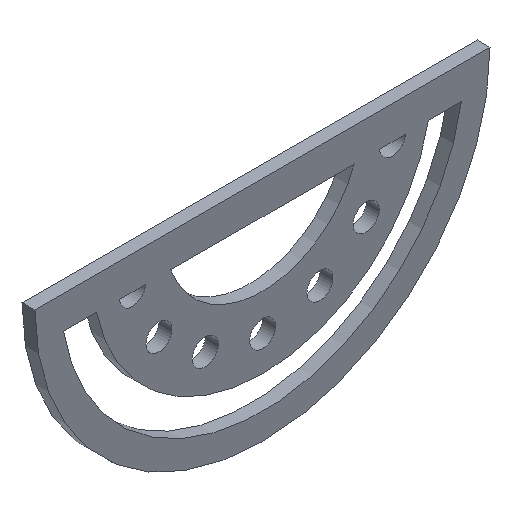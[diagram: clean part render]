
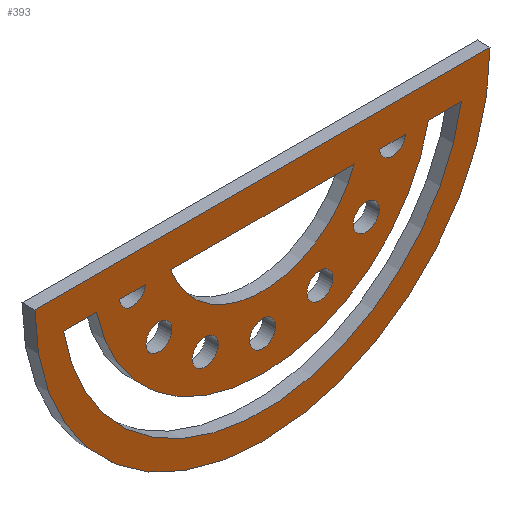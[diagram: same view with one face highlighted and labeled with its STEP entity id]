
A CAD part, isometric view. The second image highlights one B-rep face of the part: STEP entity #393.
In plain terms, the highlighted planar face has unit normal (0, -1, 0).
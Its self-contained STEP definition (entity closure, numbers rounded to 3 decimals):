
#24=FACE_BOUND('',#88,.T.);
#25=FACE_BOUND('',#89,.T.);
#26=FACE_BOUND('',#90,.T.);
#27=FACE_BOUND('',#91,.T.);
#28=FACE_BOUND('',#92,.T.);
#29=FACE_BOUND('',#93,.T.);
#30=FACE_BOUND('',#94,.T.);
#31=FACE_BOUND('',#95,.T.);
#32=FACE_BOUND('',#96,.T.);
#40=PLANE('',#448);
#59=FACE_OUTER_BOUND('',#87,.T.);
#87=EDGE_LOOP('',(#347,#348));
#88=EDGE_LOOP('',(#349,#350,#351,#352));
#89=EDGE_LOOP('',(#353,#354));
#90=EDGE_LOOP('',(#355));
#91=EDGE_LOOP('',(#356));
#92=EDGE_LOOP('',(#357));
#93=EDGE_LOOP('',(#358));
#94=EDGE_LOOP('',(#359));
#95=EDGE_LOOP('',(#360,#361));
#96=EDGE_LOOP('',(#362,#363));
#99=LINE('',#573,#128);
#101=LINE('',#578,#130);
#110=LINE('',#620,#139);
#116=LINE('',#640,#145);
#120=LINE('',#651,#149);
#122=LINE('',#656,#151);
#128=VECTOR('',#461,10.);
#130=VECTOR('',#465,10.);
#139=VECTOR('',#512,10.);
#145=VECTOR('',#532,10.);
#149=VECTOR('',#544,10.);
#151=VECTOR('',#548,10.);
#155=CIRCLE('',#409,2.);
#157=CIRCLE('',#414,15.);
#160=CIRCLE('',#418,2.);
#162=CIRCLE('',#421,2.);
#164=CIRCLE('',#424,2.);
#166=CIRCLE('',#427,2.);
#168=CIRCLE('',#430,2.);
#169=CIRCLE('',#433,2.);
#171=CIRCLE('',#436,31.);
#173=CIRCLE('',#440,26.);
#175=CIRCLE('',#445,35.);
#177=VERTEX_POINT('',#564);
#178=VERTEX_POINT('',#565);
#181=VERTEX_POINT('',#576);
#182=VERTEX_POINT('',#577);
#186=VERTEX_POINT('',#590);
#188=VERTEX_POINT('',#596);
#190=VERTEX_POINT('',#602);
#192=VERTEX_POINT('',#608);
#194=VERTEX_POINT('',#614);
#195=VERTEX_POINT('',#618);
#196=VERTEX_POINT('',#619);
#199=VERTEX_POINT('',#630);
#200=VERTEX_POINT('',#631);
#203=VERTEX_POINT('',#639);
#205=VERTEX_POINT('',#645);
#207=VERTEX_POINT('',#654);
#208=VERTEX_POINT('',#655);
#211=EDGE_CURVE('',#177,#178,#155,.T.);
#215=EDGE_CURVE('',#178,#177,#99,.T.);
#217=EDGE_CURVE('',#181,#182,#101,.T.);
#221=EDGE_CURVE('',#182,#181,#157,.T.);
#225=EDGE_CURVE('',#186,#186,#160,.T.);
#228=EDGE_CURVE('',#188,#188,#162,.T.);
#231=EDGE_CURVE('',#190,#190,#164,.T.);
#234=EDGE_CURVE('',#192,#192,#166,.T.);
#237=EDGE_CURVE('',#194,#194,#168,.T.);
#238=EDGE_CURVE('',#195,#196,#110,.T.);
#242=EDGE_CURVE('',#196,#195,#169,.T.);
#244=EDGE_CURVE('',#199,#200,#171,.T.);
#248=EDGE_CURVE('',#203,#199,#116,.T.);
#251=EDGE_CURVE('',#205,#203,#173,.T.);
#254=EDGE_CURVE('',#200,#205,#120,.T.);
#256=EDGE_CURVE('',#207,#208,#122,.T.);
#260=EDGE_CURVE('',#208,#207,#175,.T.);
#347=ORIENTED_EDGE('',*,*,#260,.F.);
#348=ORIENTED_EDGE('',*,*,#256,.F.);
#349=ORIENTED_EDGE('',*,*,#254,.F.);
#350=ORIENTED_EDGE('',*,*,#244,.F.);
#351=ORIENTED_EDGE('',*,*,#248,.F.);
#352=ORIENTED_EDGE('',*,*,#251,.F.);
#353=ORIENTED_EDGE('',*,*,#242,.F.);
#354=ORIENTED_EDGE('',*,*,#238,.F.);
#355=ORIENTED_EDGE('',*,*,#237,.F.);
#356=ORIENTED_EDGE('',*,*,#234,.F.);
#357=ORIENTED_EDGE('',*,*,#231,.F.);
#358=ORIENTED_EDGE('',*,*,#228,.F.);
#359=ORIENTED_EDGE('',*,*,#225,.F.);
#360=ORIENTED_EDGE('',*,*,#221,.F.);
#361=ORIENTED_EDGE('',*,*,#217,.F.);
#362=ORIENTED_EDGE('',*,*,#215,.F.);
#363=ORIENTED_EDGE('',*,*,#211,.F.);
#393=ADVANCED_FACE('',(#59,#24,#25,#26,#27,#28,#29,#30,#31,#32),#40,.F.);
#409=AXIS2_PLACEMENT_3D('',#566,#453,#454);
#414=AXIS2_PLACEMENT_3D('',#585,#471,#472);
#418=AXIS2_PLACEMENT_3D('',#592,#480,#481);
#421=AXIS2_PLACEMENT_3D('',#598,#487,#488);
#424=AXIS2_PLACEMENT_3D('',#604,#494,#495);
#427=AXIS2_PLACEMENT_3D('',#610,#501,#502);
#430=AXIS2_PLACEMENT_3D('',#616,#508,#509);
#433=AXIS2_PLACEMENT_3D('',#627,#518,#519);
#436=AXIS2_PLACEMENT_3D('',#632,#524,#525);
#440=AXIS2_PLACEMENT_3D('',#646,#537,#538);
#445=AXIS2_PLACEMENT_3D('',#663,#554,#555);
#448=AXIS2_PLACEMENT_3D('',#666,#560,#561);
#453=DIRECTION('center_axis',(0.,-1.,0.));
#454=DIRECTION('ref_axis',(1.,0.,0.));
#461=DIRECTION('',(-1.,0.,0.));
#465=DIRECTION('',(-1.,0.,0.));
#471=DIRECTION('center_axis',(0.,-1.,0.));
#472=DIRECTION('ref_axis',(0.942,0.,-0.335));
#480=DIRECTION('center_axis',(0.,-1.,0.));
#481=DIRECTION('ref_axis',(1.,0.,0.));
#487=DIRECTION('center_axis',(0.,-1.,0.));
#488=DIRECTION('ref_axis',(1.,0.,0.));
#494=DIRECTION('center_axis',(0.,-1.,0.));
#495=DIRECTION('ref_axis',(1.,0.,0.));
#501=DIRECTION('center_axis',(0.,-1.,0.));
#502=DIRECTION('ref_axis',(1.,0.,0.));
#508=DIRECTION('center_axis',(0.,-1.,0.));
#509=DIRECTION('ref_axis',(1.,0.,0.));
#512=DIRECTION('',(-1.,0.,0.));
#518=DIRECTION('center_axis',(0.,-1.,0.));
#519=DIRECTION('ref_axis',(1.,0.,0.));
#524=DIRECTION('center_axis',(0.,-1.,0.));
#525=DIRECTION('ref_axis',(1.,0.,0.));
#532=DIRECTION('',(-1.,0.,0.));
#537=DIRECTION('center_axis',(0.,1.,0.));
#538=DIRECTION('ref_axis',(1.,0.,0.));
#544=DIRECTION('',(-1.,0.,0.));
#548=DIRECTION('',(1.,0.,0.));
#554=DIRECTION('center_axis',(0.,1.,0.));
#555=DIRECTION('ref_axis',(1.,0.,0.));
#560=DIRECTION('center_axis',(0.,1.,0.));
#561=DIRECTION('ref_axis',(1.,0.,0.));
#564=CARTESIAN_POINT('',(-21.999,0.,-5.068));
#565=CARTESIAN_POINT('',(-18.001,0.,-5.068));
#566=CARTESIAN_POINT('Origin',(-20.,0.,-5.));
#573=CARTESIAN_POINT('',(-21.999,0.,-5.068));
#576=CARTESIAN_POINT('',(14.118,0.,-5.068));
#577=CARTESIAN_POINT('',(-14.118,0.,-5.068));
#578=CARTESIAN_POINT('',(-21.999,0.,-5.068));
#585=CARTESIAN_POINT('Origin',(0.,0.,0.));
#590=CARTESIAN_POINT('',(6.833,0.,-18.627));
#592=CARTESIAN_POINT('Origin',(8.833,0.,-18.627));
#596=CARTESIAN_POINT('',(13.954,0.,-13.057));
#598=CARTESIAN_POINT('Origin',(15.954,0.,-13.057));
#602=CARTESIAN_POINT('',(-17.937,0.,-13.077));
#604=CARTESIAN_POINT('Origin',(-15.937,0.,-13.077));
#608=CARTESIAN_POINT('',(-10.809,0.,-18.639));
#610=CARTESIAN_POINT('Origin',(-8.809,0.,-18.639));
#614=CARTESIAN_POINT('',(-1.987,0.,-20.616));
#616=CARTESIAN_POINT('Origin',(0.013,0.,-20.616));
#618=CARTESIAN_POINT('',(22.004,0.,-5.068));
#619=CARTESIAN_POINT('',(18.008,0.,-5.068));
#620=CARTESIAN_POINT('',(-21.999,0.,-5.068));
#627=CARTESIAN_POINT('Origin',(20.006,0.,-4.975));
#630=CARTESIAN_POINT('',(-30.594,0.,-5.));
#631=CARTESIAN_POINT('',(30.598,0.,-4.975));
#632=CARTESIAN_POINT('Origin',(0.,0.,0.));
#639=CARTESIAN_POINT('',(-25.515,0.,-5.));
#640=CARTESIAN_POINT('',(-20.,0.,-5.));
#645=CARTESIAN_POINT('',(25.52,0.,-4.975));
#646=CARTESIAN_POINT('Origin',(0.,0.,0.));
#651=CARTESIAN_POINT('',(20.006,0.,-4.975));
#654=CARTESIAN_POINT('',(-35.,0.,0.));
#655=CARTESIAN_POINT('',(35.,0.,0.));
#656=CARTESIAN_POINT('',(-35.,0.,0.));
#663=CARTESIAN_POINT('Origin',(0.,0.,0.));
#666=CARTESIAN_POINT('Origin',(0.,0.,-17.5));
